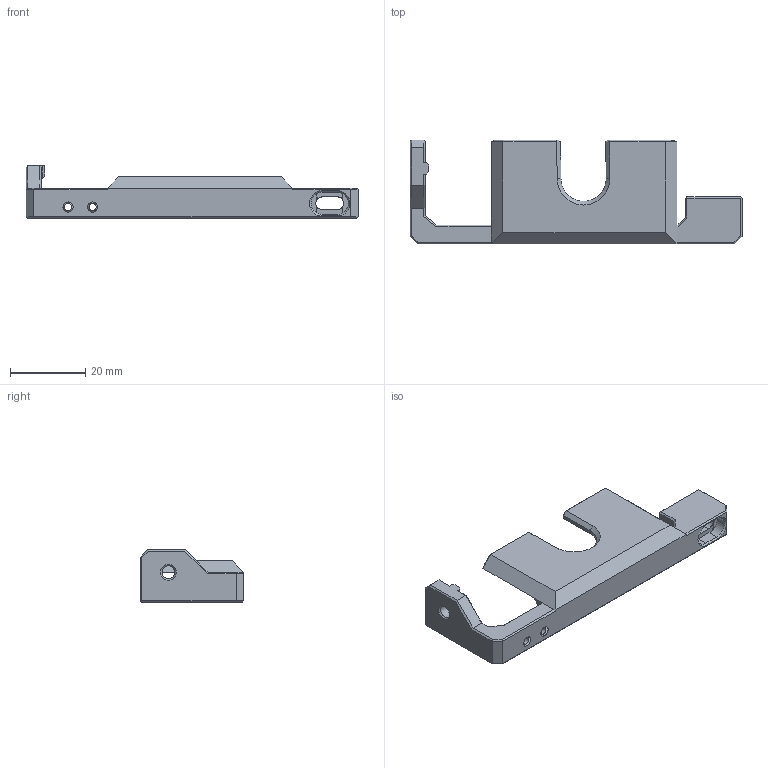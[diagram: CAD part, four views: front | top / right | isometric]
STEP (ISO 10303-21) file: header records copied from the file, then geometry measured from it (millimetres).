
FILE_DESCRIPTION(/* description */ (''),/* implementation_level */ '2;1');
FILE_NAME(/* name */ '[a]_Z_Cover.step',/* time_stamp */ '2023-05-15T22:28:59+01:00',/* author */ (''),/* organization */ (''),/* preprocessor_version */ 'ST-DEVELOPER v19.2',/* originating_system */ 'Autodesk Translation Framework v12.4.0.73',/* authorisation */ '');
FILE_SCHEMA (('AUTOMOTIVE_DESIGN { 1 0 10303 214 3 1 1 }'));
Length unit declared in the file: millimetre
Products named in the file (2): Z Cover; [a]_Z_Cover
Assembly tree (1 placements, depth 2):
  Z Cover
    [a]_Z_Cover
Bounding box: 88 x 27.5 x 14 mm (x, y, z)
Volume: 8288.2 mm3; surface area: 5659.9 mm2
Topology: 1 solids, 1 shells, 137 faces, 352 edges, 217 vertices
Faces by surface type: plane 119, cone 10, cylinder 8
Full cylindrical faces by diameter (mm): 1.9 x2, 3.4 x1
Entity records: 4122 total; most frequent: CARTESIAN_POINT 715, ORIENTED_EDGE 704, DIRECTION 672, EDGE_CURVE 352, LINE 308, VECTOR 308, VERTEX_POINT 217, AXIS2_PLACEMENT_3D 182
